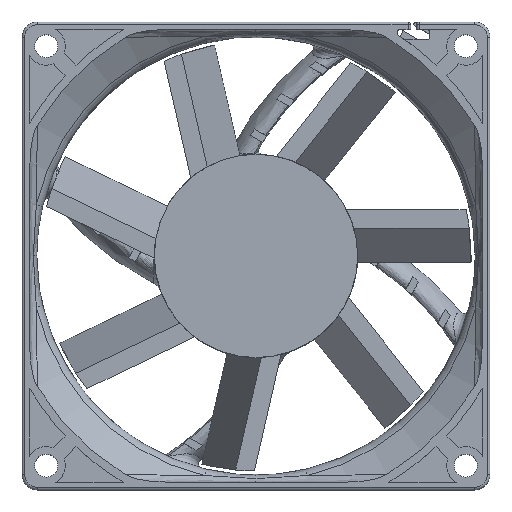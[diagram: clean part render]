
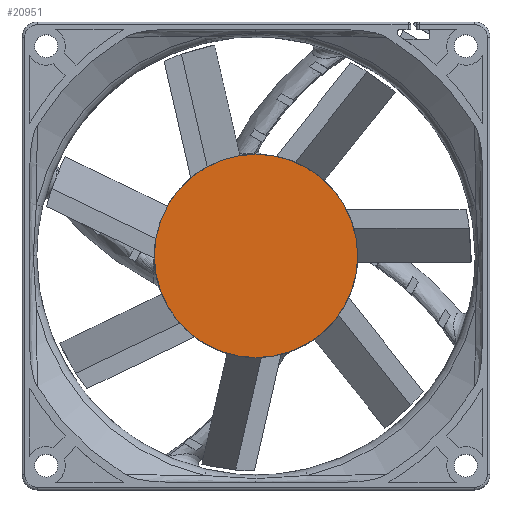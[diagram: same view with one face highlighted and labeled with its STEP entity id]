
A CAD part, top view. The second image highlights one B-rep face of the part: STEP entity #20951.
In plain terms, the highlighted planar face has unit normal (0, 0, 1).
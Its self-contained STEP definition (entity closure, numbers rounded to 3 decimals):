
#20342=CARTESIAN_POINT('',(0.,0.,16.5));
#20343=DIRECTION('',(0.,0.,1.));
#20344=DIRECTION('',(1.,0.,0.));
#20345=AXIS2_PLACEMENT_3D('',#20342,#20343,#20344);
#20347=CARTESIAN_POINT('',(0.,0.,16.5));
#20348=DIRECTION('',(0.,0.,1.));
#20349=DIRECTION('',(-1.,0.,0.));
#20350=AXIS2_PLACEMENT_3D('',#20347,#20348,#20349);
#20397=CARTESIAN_POINT('',(20.,0.,16.5));
#20398=CARTESIAN_POINT('',(-20.,0.,16.5));
#20399=VERTEX_POINT('',#20397);
#20400=VERTEX_POINT('',#20398);
#20942=CARTESIAN_POINT('',(0.,0.,16.5));
#20943=DIRECTION('',(0.,0.,1.));
#20944=DIRECTION('',(1.,0.,0.));
#20945=AXIS2_PLACEMENT_3D('',#20942,#20943,#20944);
#20946=PLANE('',#20945);
#20947=ORIENTED_EDGE('',*,*,#20795,.F.);
#20948=ORIENTED_EDGE('',*,*,#20643,.F.);
#20949=EDGE_LOOP('',(#20947,#20948));
#20950=FACE_OUTER_BOUND('',#20949,.F.);
#20951=ADVANCED_FACE('',(#20950),#20946,.T.);
#20346=CIRCLE('',#20345,20.);
#20351=CIRCLE('',#20350,20.);
#20643=EDGE_CURVE('',#20400,#20399,#20351,.T.);
#20795=EDGE_CURVE('',#20399,#20400,#20346,.T.);
